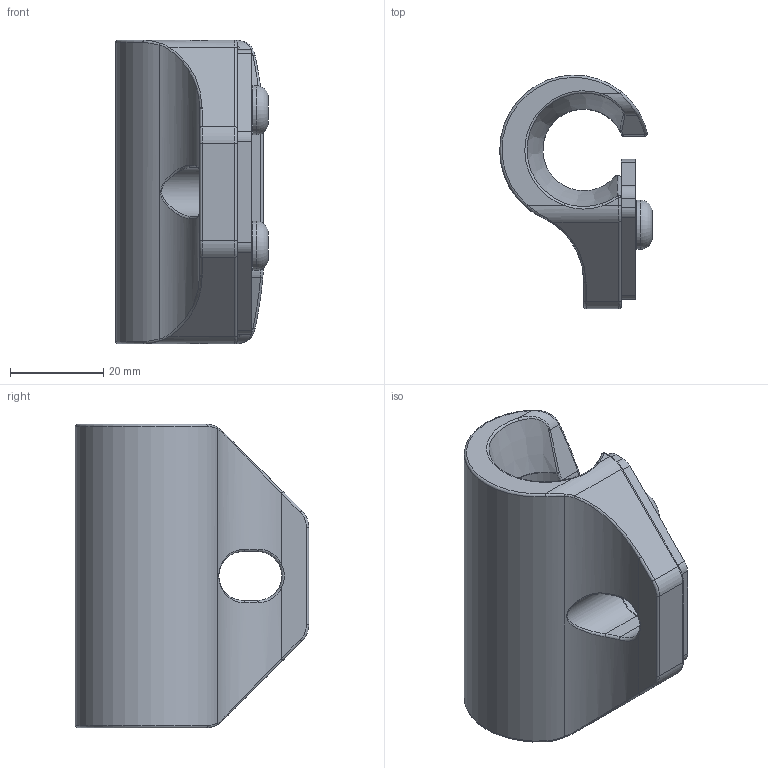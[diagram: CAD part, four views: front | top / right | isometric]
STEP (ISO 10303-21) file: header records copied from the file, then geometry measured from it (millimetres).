
FILE_DESCRIPTION(/* description */ ('PLEASE STATE GENERIC DESCRIPTION'),/* implementation_level */ '2;1');
FILE_NAME(/* name */ 'SLC-002.stp',/* time_stamp */ '2016-02-09T17:53:34+00:00',/* author */ ('jslaven'),/* organization */ (''),/* preprocessor_version */ 'ST-DEVELOPER v15.2',/* originating_system */ 'Autodesk Inventor 2014',/* authorisation */ '');
FILE_SCHEMA (('CONFIG_CONTROL_DESIGN'));
Length unit declared in the file: millimetre
Products named in the file (1): Part35
Bounding box: 32.69 x 50 x 65 mm (x, y, z)
Volume: 40334.8 mm3; surface area: 13306.5 mm2
Topology: 1 solids, 3 shells, 169 faces, 399 edges, 238 vertices
Faces by surface type: plane 56, cylinder 47, bspline 29, torus 23, sphere 8, cone 6
Full cylindrical faces by diameter (mm): 6 x2, 10.5 x2
Entity records: 5624 total; most frequent: CARTESIAN_POINT 1731, DIRECTION 773, ORIENTED_EDGE 758, EDGE_CURVE 379, AXIS2_PLACEMENT_3D 313, VERTEX_POINT 232, EDGE_LOOP 187, STYLED_ITEM 170
